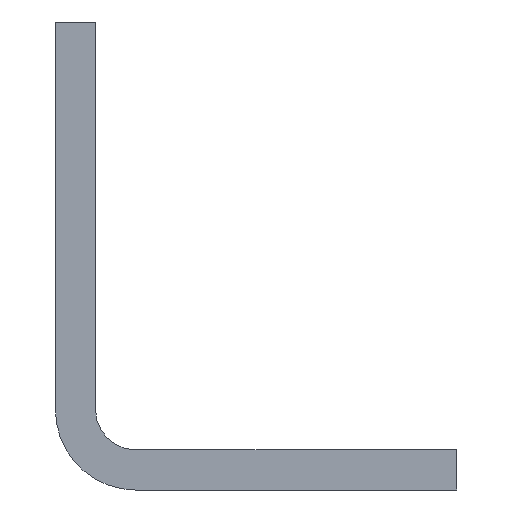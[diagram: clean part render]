
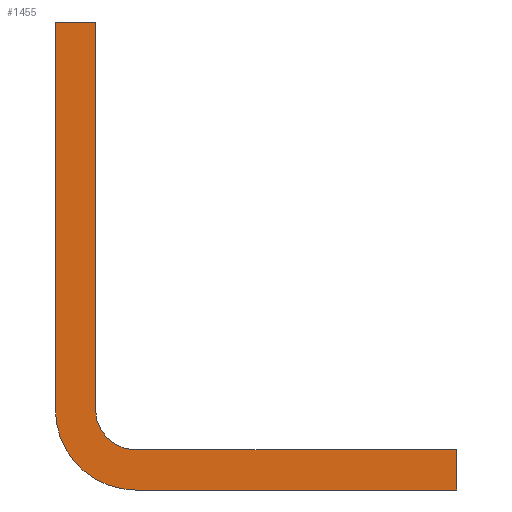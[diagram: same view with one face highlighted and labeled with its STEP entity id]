
A CAD part, front view. The second image highlights one B-rep face of the part: STEP entity #1455.
In plain terms, the highlighted planar face has unit normal (0, -1, 0).
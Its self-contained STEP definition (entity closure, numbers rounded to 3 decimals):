
#85=DIRECTION('',(0.,0.,1.));
#86=VECTOR('',#85,29.);
#87=CARTESIAN_POINT('',(3.,-1200.,-29.));
#88=LINE('',#87,#86);
#333=CARTESIAN_POINT('',(6.,-1200.,-29.));
#334=DIRECTION('',(0.,1.,0.));
#335=DIRECTION('',(0.,0.,-1.));
#336=AXIS2_PLACEMENT_3D('',#333,#334,#335);
#338=DIRECTION('',(0.,0.,1.));
#339=VECTOR('',#338,29.);
#340=CARTESIAN_POINT('',(0.,-1200.,-29.));
#341=LINE('',#340,#339);
#342=DIRECTION('',(1.,0.,0.));
#343=VECTOR('',#342,3.);
#344=CARTESIAN_POINT('',(0.,-1200.,0.));
#345=LINE('',#344,#343);
#346=CARTESIAN_POINT('',(6.,-1200.,-29.));
#347=DIRECTION('',(0.,-1.,0.));
#348=DIRECTION('',(-1.,0.,0.));
#349=AXIS2_PLACEMENT_3D('',#346,#347,#348);
#351=DIRECTION('',(0.,0.,-1.));
#352=VECTOR('',#351,3.);
#353=CARTESIAN_POINT('',(30.,-1200.,-32.));
#354=LINE('',#353,#352);
#355=DIRECTION('',(-1.,0.,0.));
#356=VECTOR('',#355,24.);
#357=CARTESIAN_POINT('',(30.,-1200.,-35.));
#358=LINE('',#357,#356);
#559=DIRECTION('',(-1.,0.,0.));
#560=VECTOR('',#559,24.);
#561=CARTESIAN_POINT('',(30.,-1200.,-32.));
#562=LINE('',#561,#560);
#845=CARTESIAN_POINT('',(6.,-1200.,-35.));
#846=CARTESIAN_POINT('',(0.,-1200.,-29.));
#847=VERTEX_POINT('',#845);
#848=VERTEX_POINT('',#846);
#849=CARTESIAN_POINT('',(30.,-1200.,-35.));
#850=VERTEX_POINT('',#849);
#851=CARTESIAN_POINT('',(30.,-1200.,-32.));
#852=CARTESIAN_POINT('',(6.,-1200.,-32.));
#853=VERTEX_POINT('',#851);
#854=VERTEX_POINT('',#852);
#855=CARTESIAN_POINT('',(3.,-1200.,-29.));
#856=VERTEX_POINT('',#855);
#881=CARTESIAN_POINT('',(0.,-1200.,0.));
#882=VERTEX_POINT('',#881);
#955=CARTESIAN_POINT('',(3.,-1200.,0.));
#956=VERTEX_POINT('',#955);
#1435=CARTESIAN_POINT('',(3.,-1200.,-29.));
#1436=DIRECTION('',(0.,1.,0.));
#1437=DIRECTION('',(0.,0.,1.));
#1438=AXIS2_PLACEMENT_3D('',#1435,#1436,#1437);
#1439=PLANE('',#1438);
#1441=ORIENTED_EDGE('',*,*,#1440,.T.);
#1442=ORIENTED_EDGE('',*,*,#1152,.T.);
#1443=ORIENTED_EDGE('',*,*,#1427,.T.);
#1444=ORIENTED_EDGE('',*,*,#1024,.F.);
#1446=ORIENTED_EDGE('',*,*,#1445,.T.);
#1448=ORIENTED_EDGE('',*,*,#1447,.F.);
#1450=ORIENTED_EDGE('',*,*,#1449,.T.);
#1452=ORIENTED_EDGE('',*,*,#1451,.T.);
#1453=EDGE_LOOP('',(#1441,#1442,#1443,#1444,#1446,#1448,#1450,#1452));
#1454=FACE_OUTER_BOUND('',#1453,.F.);
#1455=ADVANCED_FACE('',(#1454),#1439,.F.);
#337=CIRCLE('',#336,6.);
#350=CIRCLE('',#349,3.);
#1024=EDGE_CURVE('',#856,#956,#88,.T.);
#1152=EDGE_CURVE('',#848,#882,#341,.T.);
#1427=EDGE_CURVE('',#882,#956,#345,.T.);
#1440=EDGE_CURVE('',#847,#848,#337,.T.);
#1445=EDGE_CURVE('',#856,#854,#350,.T.);
#1447=EDGE_CURVE('',#853,#854,#562,.T.);
#1449=EDGE_CURVE('',#853,#850,#354,.T.);
#1451=EDGE_CURVE('',#850,#847,#358,.T.);
